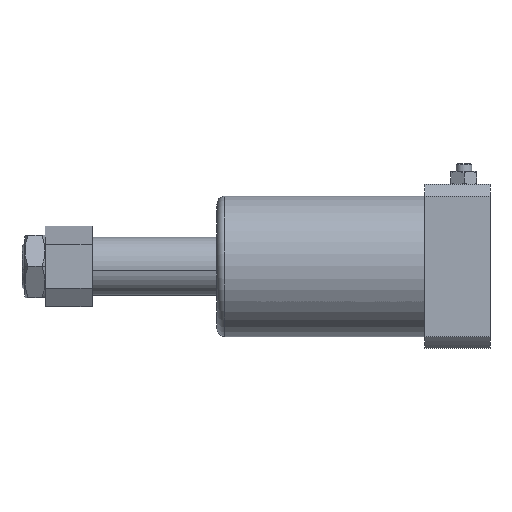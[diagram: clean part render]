
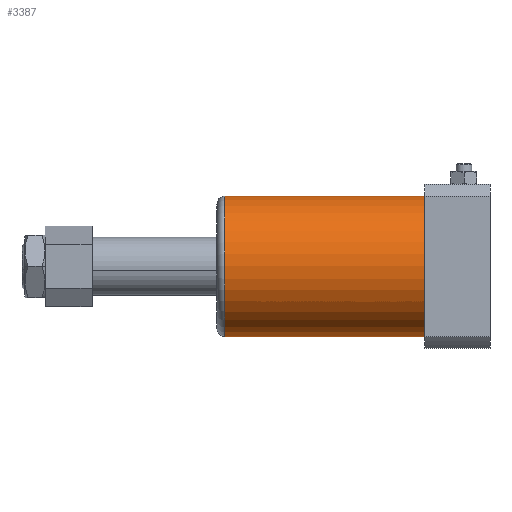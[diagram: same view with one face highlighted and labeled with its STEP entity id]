
A CAD part, left-side view. The second image highlights one B-rep face of the part: STEP entity #3387.
In plain terms, the highlighted cylindrical face has radius 27 mm (diameter 54 mm), a partial arc.
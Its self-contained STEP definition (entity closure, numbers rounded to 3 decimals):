
#78 = FACE_OUTER_BOUND ( 'NONE', #4276, .T. ) ;
#84 = CYLINDRICAL_SURFACE ( 'NONE', #5126, 27. ) ;
#1151 = CARTESIAN_POINT ( 'NONE',  ( 0., 102., -27. ) ) ;
#1247 = CARTESIAN_POINT ( 'NONE',  ( 0., 25., -27. ) ) ;
#1268 = CARTESIAN_POINT ( 'NONE',  ( 0., 25., 27. ) ) ;
#1301 = CARTESIAN_POINT ( 'NONE',  ( 0., 102., 27. ) ) ;
#1569 = CARTESIAN_POINT ( 'NONE',  ( 0., 105., 0. ) ) ;
#1573 = DIRECTION ( 'NONE',  ( 0., -1., 0. ) ) ;
#1576 = DIRECTION ( 'NONE',  ( 0., 0., -1. ) ) ;
#3072 = ORIENTED_EDGE ( 'NONE', *, *, #4812, .F. ) ;
#3073 = ORIENTED_EDGE ( 'NONE', *, *, #4884, .T. ) ;
#3074 = ORIENTED_EDGE ( 'NONE', *, *, #4814, .T. ) ;
#3075 = ORIENTED_EDGE ( 'NONE', *, *, #4866, .T. ) ;
#3387 = ADVANCED_FACE ( 'NONE', ( #78 ), #84, .T. ) ;
#4166 = VERTEX_POINT ( 'NONE', #1151 ) ;
#4167 = VERTEX_POINT ( 'NONE', #1301 ) ;
#4173 = VERTEX_POINT ( 'NONE', #1268 ) ;
#4175 = VERTEX_POINT ( 'NONE', #1247 ) ;
#4276 = EDGE_LOOP ( 'NONE', ( #3072, #3073, #3074, #3075 ) ) ;
#4393 = AXIS2_PLACEMENT_3D ( 'NONE', #5589, #5590, #5591 ) ;
#4399 = AXIS2_PLACEMENT_3D ( 'NONE', #5629, #5630, #5631 ) ;
#4812 = EDGE_CURVE ( 'NONE', #4167, #4173, #6760, .T. ) ;
#4814 = EDGE_CURVE ( 'NONE', #4166, #4175, #6764, .T. ) ;
#4866 = EDGE_CURVE ( 'NONE', #4175, #4173, #6834, .T. ) ;
#4884 = EDGE_CURVE ( 'NONE', #4167, #4166, #6863, .T. ) ;
#5126 = AXIS2_PLACEMENT_3D ( 'NONE', #1569, #1573, #1576 ) ;
#5340 = CARTESIAN_POINT ( 'NONE',  ( 0., 105., -27. ) ) ;
#5341 = DIRECTION ( 'NONE',  ( 0., -1., 0. ) ) ;
#5351 = DIRECTION ( 'NONE',  ( 0., -1., 0. ) ) ;
#5352 = CARTESIAN_POINT ( 'NONE',  ( 0., 105., 27. ) ) ;
#5589 = CARTESIAN_POINT ( 'NONE',  ( 0., 25., 0. ) ) ;
#5590 = DIRECTION ( 'NONE',  ( 0., 1., 0. ) ) ;
#5591 = DIRECTION ( 'NONE',  ( 0., 0., -1. ) ) ;
#5629 = CARTESIAN_POINT ( 'NONE',  ( 0., 102., 0. ) ) ;
#5630 = DIRECTION ( 'NONE',  ( 0., -1., 0. ) ) ;
#5631 = DIRECTION ( 'NONE',  ( 0., 0., 1. ) ) ;
#6760 = LINE ( 'NONE', #5352, #6763 ) ;
#6763 = VECTOR ( 'NONE', #5341, 1000. ) ;
#6764 = LINE ( 'NONE', #5340, #6766 ) ;
#6766 = VECTOR ( 'NONE', #5351, 1000. ) ;
#6834 = CIRCLE ( 'NONE', #4393, 27. ) ;
#6863 = CIRCLE ( 'NONE', #4399, 27. ) ;
